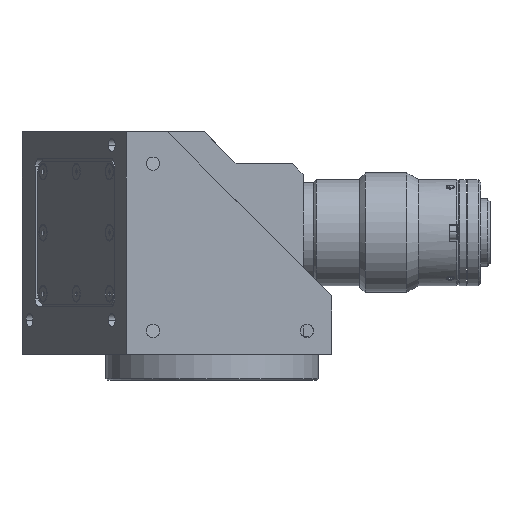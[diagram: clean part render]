
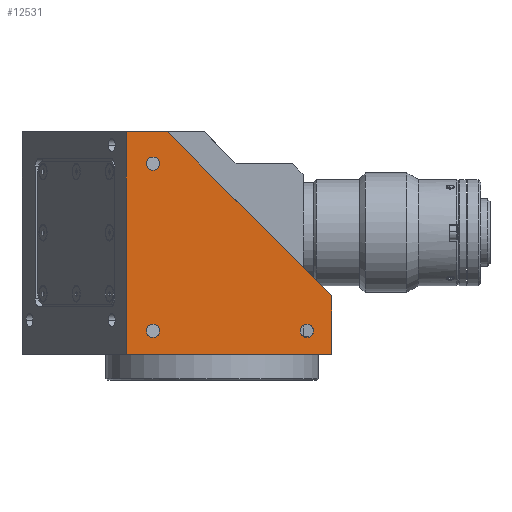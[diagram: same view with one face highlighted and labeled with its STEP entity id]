
A CAD part, front view. The second image highlights one B-rep face of the part: STEP entity #12531.
In plain terms, the highlighted planar face has unit normal (0, -1, 0).
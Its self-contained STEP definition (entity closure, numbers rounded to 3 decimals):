
#151 = CIRCLE ( 'NONE', #9221, 2.5 ) ;
#231 = VERTEX_POINT ( 'NONE', #2138 ) ;
#256 = LINE ( 'NONE', #7251, #3374 ) ;
#274 = CIRCLE ( 'NONE', #2222, 2.5 ) ;
#348 = CARTESIAN_POINT ( 'NONE',  ( 45., -44., 157.355 ) ) ;
#677 = LINE ( 'NONE', #3120, #10780 ) ;
#838 = AXIS2_PLACEMENT_3D ( 'NONE', #12405, #11396, #8805 ) ;
#844 = DIRECTION ( 'NONE',  ( 0., -1., 0. ) ) ;
#936 = ORIENTED_EDGE ( 'NONE', *, *, #14717, .F. ) ;
#1197 = CIRCLE ( 'NONE', #14924, 2.5 ) ;
#1530 = ORIENTED_EDGE ( 'NONE', *, *, #11879, .F. ) ;
#1813 = EDGE_CURVE ( 'NONE', #2523, #11717, #151, .T. ) ;
#1844 = CARTESIAN_POINT ( 'NONE',  ( 45., -44., 167.355 ) ) ;
#1916 = CARTESIAN_POINT ( 'NONE',  ( 35.696, -44., 176.355 ) ) ;
#1919 = DIRECTION ( 'NONE',  ( 0.707, 0., -0.707 ) ) ;
#2138 = CARTESIAN_POINT ( 'NONE',  ( -22.304, -44., 236.855 ) ) ;
#2222 = AXIS2_PLACEMENT_3D ( 'NONE', #8547, #4011, #4083 ) ;
#2503 = DIRECTION ( 'NONE',  ( 0., -1., 0. ) ) ;
#2523 = VERTEX_POINT ( 'NONE', #11910 ) ;
#2599 = DIRECTION ( 'NONE',  ( 1., 0., 0. ) ) ;
#2706 = DIRECTION ( 'NONE',  ( 0., 0., 1. ) ) ;
#2749 = EDGE_CURVE ( 'NONE', #231, #11935, #13427, .T. ) ;
#3120 = CARTESIAN_POINT ( 'NONE',  ( 45., -44., 157.355 ) ) ;
#3145 = VECTOR ( 'NONE', #10068, 1000. ) ;
#3278 = AXIS2_PLACEMENT_3D ( 'NONE', #348, #5032, #9717 ) ;
#3287 = DIRECTION ( 'NONE',  ( 0., 0., -1. ) ) ;
#3344 = ORIENTED_EDGE ( 'NONE', *, *, #11676, .F. ) ;
#3360 = CARTESIAN_POINT ( 'NONE',  ( -22.304, -44., 173.855 ) ) ;
#3374 = VECTOR ( 'NONE', #2706, 1000. ) ;
#4011 = DIRECTION ( 'NONE',  ( 0., -1., 0. ) ) ;
#4083 = DIRECTION ( 'NONE',  ( 0., 0., -1. ) ) ;
#4210 = DIRECTION ( 'NONE',  ( 0., 0., 1. ) ) ;
#4519 = CARTESIAN_POINT ( 'NONE',  ( -22.304, -44., 241.855 ) ) ;
#4664 = ORIENTED_EDGE ( 'NONE', *, *, #1813, .F. ) ;
#5032 = DIRECTION ( 'NONE',  ( 0., -1., 0. ) ) ;
#5140 = CARTESIAN_POINT ( 'NONE',  ( 35.696, -44., 178.855 ) ) ;
#5309 = LINE ( 'NONE', #10001, #11326 ) ;
#5370 = CARTESIAN_POINT ( 'NONE',  ( -22.304, -44., 239.355 ) ) ;
#5440 = DIRECTION ( 'NONE',  ( 0., 0., -1. ) ) ;
#5521 = DIRECTION ( 'NONE',  ( 0., 0., -1. ) ) ;
#5621 = VERTEX_POINT ( 'NONE', #7276 ) ;
#5772 = VERTEX_POINT ( 'NONE', #9971 ) ;
#5800 = ORIENTED_EDGE ( 'NONE', *, *, #8993, .F. ) ;
#6001 = ORIENTED_EDGE ( 'NONE', *, *, #14716, .T. ) ;
#6145 = CARTESIAN_POINT ( 'NONE',  ( 45., -44., 251.355 ) ) ;
#6429 = CARTESIAN_POINT ( 'NONE',  ( -22.304, -44., 178.855 ) ) ;
#7190 = PLANE ( 'NONE',  #3278 ) ;
#7193 = DIRECTION ( 'NONE',  ( 0., 0., -1. ) ) ;
#7251 = CARTESIAN_POINT ( 'NONE',  ( -32.304, -44., 157.355 ) ) ;
#7276 = CARTESIAN_POINT ( 'NONE',  ( -32.304, -44., 167.355 ) ) ;
#7923 = VECTOR ( 'NONE', #2599, 1000. ) ;
#8547 = CARTESIAN_POINT ( 'NONE',  ( -22.304, -44., 239.355 ) ) ;
#8805 = DIRECTION ( 'NONE',  ( 0., 0., -1. ) ) ;
#8993 = EDGE_CURVE ( 'NONE', #11935, #231, #274, .T. ) ;
#9022 = AXIS2_PLACEMENT_3D ( 'NONE', #5370, #14800, #3287 ) ;
#9221 = AXIS2_PLACEMENT_3D ( 'NONE', #13017, #2503, #7193 ) ;
#9230 = CARTESIAN_POINT ( 'NONE',  ( 45., -44., 167.355 ) ) ;
#9320 = ORIENTED_EDGE ( 'NONE', *, *, #10275, .F. ) ;
#9647 = FACE_BOUND ( 'NONE', #10699, .T. ) ;
#9717 = DIRECTION ( 'NONE',  ( 1., 0., 0. ) ) ;
#9758 = ORIENTED_EDGE ( 'NONE', *, *, #12887, .F. ) ;
#9831 = VERTEX_POINT ( 'NONE', #9230 ) ;
#9971 = CARTESIAN_POINT ( 'NONE',  ( -16.787, -44., 251.355 ) ) ;
#10001 = CARTESIAN_POINT ( 'NONE',  ( -16.787, -44., 251.355 ) ) ;
#10068 = DIRECTION ( 'NONE',  ( 1., 0., 0. ) ) ;
#10275 = EDGE_CURVE ( 'NONE', #5772, #12277, #5309, .T. ) ;
#10547 = VERTEX_POINT ( 'NONE', #14571 ) ;
#10699 = EDGE_LOOP ( 'NONE', ( #1530, #12662 ) ) ;
#10780 = VECTOR ( 'NONE', #4210, 1000. ) ;
#10830 = ORIENTED_EDGE ( 'NONE', *, *, #2749, .F. ) ;
#11000 = EDGE_LOOP ( 'NONE', ( #4664, #936 ) ) ;
#11203 = CARTESIAN_POINT ( 'NONE',  ( 45., -44., 189.568 ) ) ;
#11284 = CARTESIAN_POINT ( 'NONE',  ( -22.304, -44., 176.355 ) ) ;
#11326 = VECTOR ( 'NONE', #1919, 1000. ) ;
#11396 = DIRECTION ( 'NONE',  ( 0., -1., 0. ) ) ;
#11498 = DIRECTION ( 'NONE',  ( 0., -1., 0. ) ) ;
#11676 = EDGE_CURVE ( 'NONE', #10547, #5772, #14502, .T. ) ;
#11717 = VERTEX_POINT ( 'NONE', #5140 ) ;
#11879 = EDGE_CURVE ( 'NONE', #14776, #13707, #15029, .T. ) ;
#11910 = CARTESIAN_POINT ( 'NONE',  ( 35.696, -44., 173.855 ) ) ;
#11935 = VERTEX_POINT ( 'NONE', #4519 ) ;
#12071 = EDGE_LOOP ( 'NONE', ( #10830, #5800 ) ) ;
#12277 = VERTEX_POINT ( 'NONE', #11203 ) ;
#12374 = LINE ( 'NONE', #1844, #3145 ) ;
#12405 = CARTESIAN_POINT ( 'NONE',  ( -22.304, -44., 176.355 ) ) ;
#12531 = ADVANCED_FACE ( 'NONE', ( #13326, #13014, #9647, #14316 ), #7190, .T. ) ;
#12662 = ORIENTED_EDGE ( 'NONE', *, *, #12696, .F. ) ;
#12696 = EDGE_CURVE ( 'NONE', #13707, #14776, #14076, .T. ) ;
#12887 = EDGE_CURVE ( 'NONE', #5621, #10547, #256, .T. ) ;
#13014 = FACE_BOUND ( 'NONE', #11000, .T. ) ;
#13017 = CARTESIAN_POINT ( 'NONE',  ( 35.696, -44., 176.355 ) ) ;
#13077 = AXIS2_PLACEMENT_3D ( 'NONE', #11284, #11498, #5440 ) ;
#13326 = FACE_BOUND ( 'NONE', #12071, .T. ) ;
#13427 = CIRCLE ( 'NONE', #9022, 2.5 ) ;
#13550 = ORIENTED_EDGE ( 'NONE', *, *, #14963, .T. ) ;
#13707 = VERTEX_POINT ( 'NONE', #6429 ) ;
#13901 = EDGE_LOOP ( 'NONE', ( #9320, #3344, #9758, #6001, #13550 ) ) ;
#14076 = CIRCLE ( 'NONE', #838, 2.5 ) ;
#14316 = FACE_OUTER_BOUND ( 'NONE', #13901, .T. ) ;
#14502 = LINE ( 'NONE', #6145, #7923 ) ;
#14571 = CARTESIAN_POINT ( 'NONE',  ( -32.304, -44., 251.355 ) ) ;
#14716 = EDGE_CURVE ( 'NONE', #5621, #9831, #12374, .T. ) ;
#14717 = EDGE_CURVE ( 'NONE', #11717, #2523, #1197, .T. ) ;
#14776 = VERTEX_POINT ( 'NONE', #3360 ) ;
#14800 = DIRECTION ( 'NONE',  ( 0., -1., 0. ) ) ;
#14924 = AXIS2_PLACEMENT_3D ( 'NONE', #1916, #844, #5521 ) ;
#14963 = EDGE_CURVE ( 'NONE', #9831, #12277, #677, .T. ) ;
#15029 = CIRCLE ( 'NONE', #13077, 2.5 ) ;
